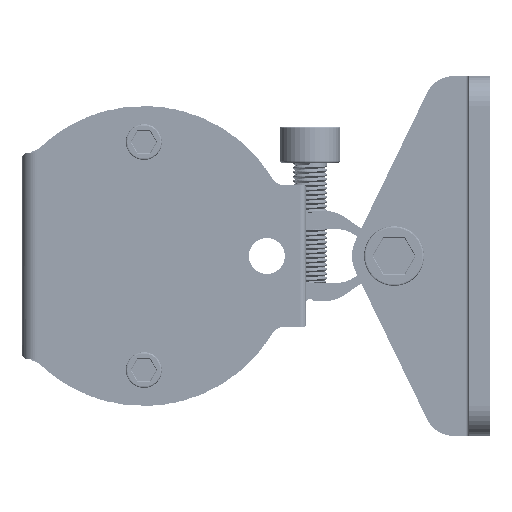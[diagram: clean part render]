
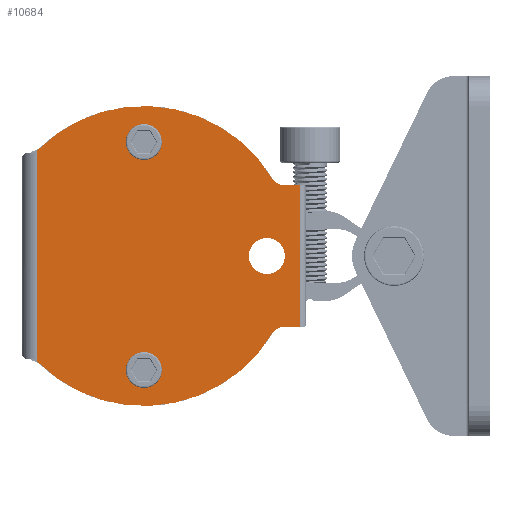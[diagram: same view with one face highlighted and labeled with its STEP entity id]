
A CAD part, left-side view. The second image highlights one B-rep face of the part: STEP entity #10684.
In plain terms, the highlighted face is planar.
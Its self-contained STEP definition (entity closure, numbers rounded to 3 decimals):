
#10000=CARTESIAN_POINT('',(0.,22.,-19.));
#10001=DIRECTION('',(-1.,0.,0.));
#10002=DIRECTION('',(0.,0.,-1.));
#10003=AXIS2_PLACEMENT_3D('',#10000,#10001,#10002);
#10005=CARTESIAN_POINT('',(0.,22.,-19.));
#10006=DIRECTION('',(-1.,0.,0.));
#10007=DIRECTION('',(0.,0.,1.));
#10008=AXIS2_PLACEMENT_3D('',#10005,#10006,#10007);
#10010=CARTESIAN_POINT('',(0.,22.,19.));
#10011=DIRECTION('',(-1.,0.,0.));
#10012=DIRECTION('',(0.,0.,-1.));
#10013=AXIS2_PLACEMENT_3D('',#10010,#10011,#10012);
#10015=CARTESIAN_POINT('',(0.,22.,19.));
#10016=DIRECTION('',(-1.,0.,0.));
#10017=DIRECTION('',(0.,0.,1.));
#10018=AXIS2_PLACEMENT_3D('',#10015,#10016,#10017);
#10020=CARTESIAN_POINT('',(0.,1.5,0.));
#10021=DIRECTION('',(1.,0.,0.));
#10022=DIRECTION('',(0.,0.,-1.));
#10023=AXIS2_PLACEMENT_3D('',#10020,#10021,#10022);
#10025=CARTESIAN_POINT('',(0.,1.5,0.));
#10026=DIRECTION('',(1.,0.,0.));
#10027=DIRECTION('',(0.,0.,1.));
#10028=AXIS2_PLACEMENT_3D('',#10025,#10026,#10027);
#10030=DIRECTION('',(0.,0.,-1.));
#10031=VECTOR('',#10030,23.749);
#10032=CARTESIAN_POINT('',(0.,-4.,11.874));
#10033=LINE('',#10032,#10031);
#10034=DIRECTION('',(0.,1.,0.));
#10035=VECTOR('',#10034,2.837);
#10036=CARTESIAN_POINT('',(0.,-4.,11.874));
#10037=LINE('',#10036,#10035);
#10038=CARTESIAN_POINT('',(0.,22.,0.));
#10039=DIRECTION('',(1.,0.,0.));
#10040=DIRECTION('',(0.,0.705,0.709));
#10041=AXIS2_PLACEMENT_3D('',#10038,#10039,#10040);
#10043=DIRECTION('',(0.,0.,-1.));
#10044=VECTOR('',#10043,35.152);
#10045=CARTESIAN_POINT('',(0.,39.8,17.576));
#10046=LINE('',#10045,#10044);
#10047=CARTESIAN_POINT('',(0.,22.,0.));
#10048=DIRECTION('',(1.,0.,0.));
#10049=DIRECTION('',(0.,-0.858,-0.514));
#10050=AXIS2_PLACEMENT_3D('',#10047,#10048,#10049);
#10052=DIRECTION('',(0.,-1.,0.));
#10053=VECTOR('',#10052,2.837);
#10054=CARTESIAN_POINT('',(0.,-1.163,-11.874));
#10055=LINE('',#10054,#10053);
#10189=CARTESIAN_POINT('',(0.,-1.163,-13.874));
#10190=DIRECTION('',(-1.,0.,0.));
#10191=DIRECTION('',(0.,0.,1.));
#10192=AXIS2_PLACEMENT_3D('',#10189,#10190,#10191);
#10207=CARTESIAN_POINT('',(0.,41.034,-19.15));
#10208=DIRECTION('',(-1.,0.,0.));
#10209=DIRECTION('',(0.,-0.705,0.709));
#10210=AXIS2_PLACEMENT_3D('',#10207,#10208,#10209);
#10212=CARTESIAN_POINT('',(0.,39.8,-17.576));
#10318=CARTESIAN_POINT('',(0.,39.8,17.576));
#10320=CARTESIAN_POINT('',(0.,41.034,19.15));
#10321=DIRECTION('',(-1.,0.,0.));
#10322=DIRECTION('',(0.,-0.617,-0.787));
#10323=AXIS2_PLACEMENT_3D('',#10320,#10321,#10322);
#10338=CARTESIAN_POINT('',(0.,-1.163,13.874));
#10339=DIRECTION('',(-1.,0.,0.));
#10340=DIRECTION('',(0.,0.858,-0.514));
#10341=AXIS2_PLACEMENT_3D('',#10338,#10339,#10340);
#10433=CARTESIAN_POINT('',(0.,22.,-16.9));
#10435=VERTEX_POINT('',#10433);
#10437=CARTESIAN_POINT('',(0.,22.,-21.1));
#10439=VERTEX_POINT('',#10437);
#10441=CARTESIAN_POINT('',(0.,22.,21.1));
#10443=VERTEX_POINT('',#10441);
#10445=CARTESIAN_POINT('',(0.,22.,16.9));
#10447=VERTEX_POINT('',#10445);
#10461=CARTESIAN_POINT('',(0.,1.5,-3.));
#10462=CARTESIAN_POINT('',(0.,1.5,3.));
#10463=VERTEX_POINT('',#10461);
#10464=VERTEX_POINT('',#10462);
#10465=CARTESIAN_POINT('',(0.,-1.163,-11.874));
#10467=VERTEX_POINT('',#10465);
#10469=CARTESIAN_POINT('',(0.,0.553,-12.847));
#10471=VERTEX_POINT('',#10469);
#10473=CARTESIAN_POINT('',(0.,0.553,12.847));
#10475=VERTEX_POINT('',#10473);
#10477=CARTESIAN_POINT('',(0.,-1.163,11.874));
#10479=VERTEX_POINT('',#10477);
#10485=CARTESIAN_POINT('',(0.,39.624,17.731));
#10487=VERTEX_POINT('',#10485);
#10489=CARTESIAN_POINT('',(0.,39.624,-17.731));
#10491=VERTEX_POINT('',#10489);
#10497=VERTEX_POINT('',#10318);
#10498=VERTEX_POINT('',#10212);
#10521=CARTESIAN_POINT('',(0.,-4.,11.874));
#10522=CARTESIAN_POINT('',(0.,-4.,-11.874));
#10523=VERTEX_POINT('',#10521);
#10524=VERTEX_POINT('',#10522);
#10641=CARTESIAN_POINT('',(0.,-6.,-30.));
#10642=DIRECTION('',(1.,0.,0.));
#10643=DIRECTION('',(0.,1.,0.));
#10644=AXIS2_PLACEMENT_3D('',#10641,#10642,#10643);
#10645=PLANE('',#10644);
#10647=ORIENTED_EDGE('',*,*,#10646,.F.);
#10649=ORIENTED_EDGE('',*,*,#10648,.T.);
#10651=ORIENTED_EDGE('',*,*,#10650,.F.);
#10653=ORIENTED_EDGE('',*,*,#10652,.F.);
#10655=ORIENTED_EDGE('',*,*,#10654,.F.);
#10657=ORIENTED_EDGE('',*,*,#10656,.T.);
#10659=ORIENTED_EDGE('',*,*,#10658,.F.);
#10661=ORIENTED_EDGE('',*,*,#10660,.F.);
#10663=ORIENTED_EDGE('',*,*,#10662,.F.);
#10665=ORIENTED_EDGE('',*,*,#10664,.T.);
#10666=EDGE_LOOP('',(#10647,#10649,#10651,#10653,#10655,#10657,#10659,#10661,
#10663,#10665));
#10667=FACE_OUTER_BOUND('',#10666,.F.);
#10669=ORIENTED_EDGE('',*,*,#10668,.F.);
#10671=ORIENTED_EDGE('',*,*,#10670,.F.);
#10672=EDGE_LOOP('',(#10669,#10671));
#10673=FACE_BOUND('',#10672,.F.);
#10675=ORIENTED_EDGE('',*,*,#10674,.T.);
#10677=ORIENTED_EDGE('',*,*,#10676,.T.);
#10678=EDGE_LOOP('',(#10675,#10677));
#10679=FACE_BOUND('',#10678,.F.);
#10680=ORIENTED_EDGE('',*,*,#10636,.F.);
#10681=ORIENTED_EDGE('',*,*,#10620,.F.);
#10682=EDGE_LOOP('',(#10680,#10681));
#10683=FACE_BOUND('',#10682,.F.);
#10684=ADVANCED_FACE('',(#10667,#10673,#10679,#10683),#10645,.T.);
#10004=CIRCLE('',#10003,2.1);
#10009=CIRCLE('',#10008,2.1);
#10014=CIRCLE('',#10013,2.1);
#10019=CIRCLE('',#10018,2.1);
#10024=CIRCLE('',#10023,3.);
#10029=CIRCLE('',#10028,3.);
#10042=CIRCLE('',#10041,25.);
#10051=CIRCLE('',#10050,25.);
#10193=CIRCLE('',#10192,2.);
#10211=CIRCLE('',#10210,2.);
#10324=CIRCLE('',#10323,2.);
#10342=CIRCLE('',#10341,2.);
#10620=EDGE_CURVE('',#10435,#10439,#10009,.T.);
#10636=EDGE_CURVE('',#10439,#10435,#10004,.T.);
#10646=EDGE_CURVE('',#10523,#10524,#10033,.T.);
#10648=EDGE_CURVE('',#10523,#10479,#10037,.T.);
#10650=EDGE_CURVE('',#10475,#10479,#10342,.T.);
#10652=EDGE_CURVE('',#10487,#10475,#10042,.T.);
#10654=EDGE_CURVE('',#10497,#10487,#10324,.T.);
#10656=EDGE_CURVE('',#10497,#10498,#10046,.T.);
#10658=EDGE_CURVE('',#10491,#10498,#10211,.T.);
#10660=EDGE_CURVE('',#10471,#10491,#10051,.T.);
#10662=EDGE_CURVE('',#10467,#10471,#10193,.T.);
#10664=EDGE_CURVE('',#10467,#10524,#10055,.T.);
#10668=EDGE_CURVE('',#10447,#10443,#10014,.T.);
#10670=EDGE_CURVE('',#10443,#10447,#10019,.T.);
#10674=EDGE_CURVE('',#10463,#10464,#10024,.T.);
#10676=EDGE_CURVE('',#10464,#10463,#10029,.T.);
